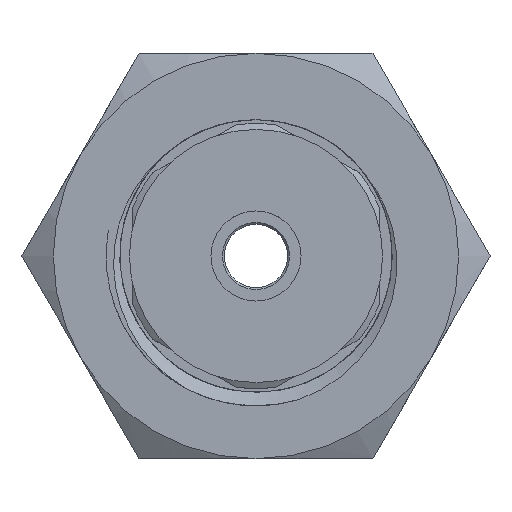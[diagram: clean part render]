
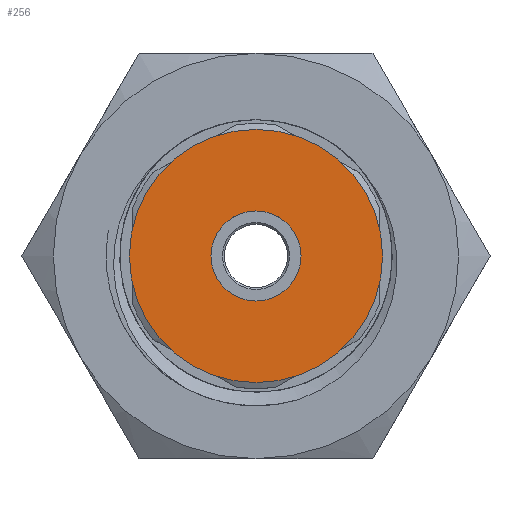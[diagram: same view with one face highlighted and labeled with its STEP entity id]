
A CAD part, left-side view. The second image highlights one B-rep face of the part: STEP entity #256.
In plain terms, the highlighted face is planar.
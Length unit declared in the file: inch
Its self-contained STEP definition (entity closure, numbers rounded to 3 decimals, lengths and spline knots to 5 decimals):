
#256 = ADVANCED_FACE ( 'NONE', ( #522, #7086 ), #1540, .F. ) ;
#522 = FACE_OUTER_BOUND ( 'NONE', #1019, .T. ) ;
#551 = DIRECTION ( 'NONE',  ( 0., 0., 1. ) ) ;
#861 = CARTESIAN_POINT ( 'NONE',  ( 0., 0., 0.3515 ) ) ;
#1019 = EDGE_LOOP ( 'NONE', ( #4972 ) ) ;
#1499 = DIRECTION ( 'NONE',  ( 0., 1., 0. ) ) ;
#1540 = PLANE ( 'NONE',  #4336 ) ;
#2527 = EDGE_LOOP ( 'NONE', ( #9033 ) ) ;
#2741 = DIRECTION ( 'NONE',  ( 0., 1., 0. ) ) ;
#3084 = CIRCLE ( 'NONE', #8300, 0.125 ) ;
#3527 = VERTEX_POINT ( 'NONE', #861 ) ;
#4013 = CIRCLE ( 'NONE', #8718, 0.3515 ) ;
#4336 = AXIS2_PLACEMENT_3D ( 'NONE', #9279, #1499, #551 ) ;
#4972 = ORIENTED_EDGE ( 'NONE', *, *, #6123, .F. ) ;
#5641 = DIRECTION ( 'NONE',  ( 0., 0., 1. ) ) ;
#5838 = CARTESIAN_POINT ( 'NONE',  ( 0., 0., 0.125 ) ) ;
#6123 = EDGE_CURVE ( 'NONE', #3527, #3527, #4013, .T. ) ;
#7086 = FACE_BOUND ( 'NONE', #2527, .T. ) ;
#8300 = AXIS2_PLACEMENT_3D ( 'NONE', #10544, #2741, #5641 ) ;
#8718 = AXIS2_PLACEMENT_3D ( 'NONE', #9678, #11836, #11674 ) ;
#9033 = ORIENTED_EDGE ( 'NONE', *, *, #9655, .T. ) ;
#9279 = CARTESIAN_POINT ( 'NONE',  ( 0., 0., 0. ) ) ;
#9655 = EDGE_CURVE ( 'NONE', #11020, #11020, #3084, .T. ) ;
#9678 = CARTESIAN_POINT ( 'NONE',  ( 0., 0., 0. ) ) ;
#10544 = CARTESIAN_POINT ( 'NONE',  ( 0., 0., 0. ) ) ;
#11020 = VERTEX_POINT ( 'NONE', #5838 ) ;
#11674 = DIRECTION ( 'NONE',  ( 0., 0., 1. ) ) ;
#11836 = DIRECTION ( 'NONE',  ( 0., 1., 0. ) ) ;
